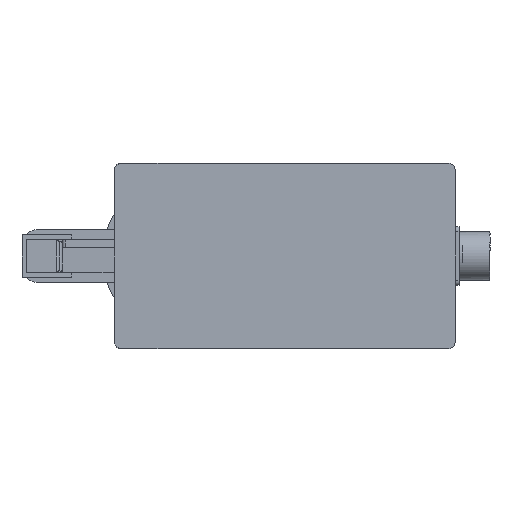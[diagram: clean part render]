
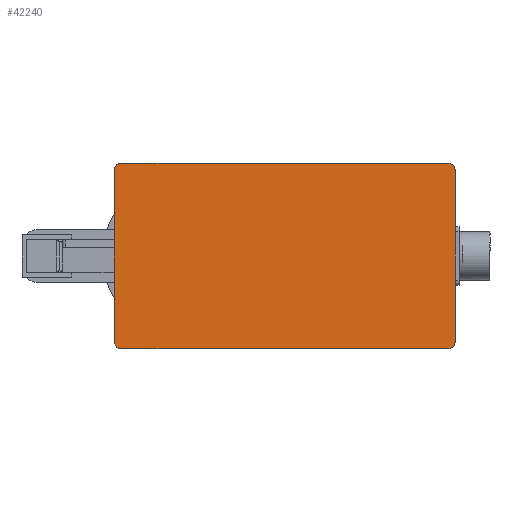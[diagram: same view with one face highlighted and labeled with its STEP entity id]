
A CAD part, front view. The second image highlights one B-rep face of the part: STEP entity #42240.
In plain terms, the highlighted face is planar.
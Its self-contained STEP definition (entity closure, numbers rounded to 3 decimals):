
#86 = VERTEX_POINT ( 'NONE', #42232 ) ;
#301 = VERTEX_POINT ( 'NONE', #56265 ) ;
#770 = CIRCLE ( 'NONE', #13984, 5. ) ;
#3753 = CARTESIAN_POINT ( 'NONE',  ( 55., -40., -119. ) ) ;
#4687 = ORIENTED_EDGE ( 'NONE', *, *, #33613, .T. ) ;
#6083 = DIRECTION ( 'NONE',  ( 0., 0., -1. ) ) ;
#6674 = EDGE_LOOP ( 'NONE', ( #4687, #63876, #77257, #48129, #80949, #32642, #31870, #16098 ) ) ;
#8051 = DIRECTION ( 'NONE',  ( 0., 0., -1. ) ) ;
#9655 = DIRECTION ( 'NONE',  ( -1., 0., 0. ) ) ;
#10354 = EDGE_CURVE ( 'NONE', #16164, #301, #54118, .T. ) ;
#11663 = VECTOR ( 'NONE', #76293, 1000. ) ;
#13984 = AXIS2_PLACEMENT_3D ( 'NONE', #3753, #27859, #41094 ) ;
#16098 = ORIENTED_EDGE ( 'NONE', *, *, #36612, .T. ) ;
#16164 = VERTEX_POINT ( 'NONE', #81770 ) ;
#16295 = CARTESIAN_POINT ( 'NONE',  ( 55., -45., -119. ) ) ;
#16639 = VECTOR ( 'NONE', #54934, 1000. ) ;
#17662 = CARTESIAN_POINT ( 'NONE',  ( -55., 175., -119. ) ) ;
#18217 = CIRCLE ( 'NONE', #40670, 5. ) ;
#21387 = EDGE_CURVE ( 'NONE', #55891, #16164, #18217, .T. ) ;
#22097 = VECTOR ( 'NONE', #9655, 1000. ) ;
#26772 = EDGE_CURVE ( 'NONE', #301, #86, #55695, .T. ) ;
#27664 = AXIS2_PLACEMENT_3D ( 'NONE', #33695, #52704, #70903 ) ;
#27859 = DIRECTION ( 'NONE',  ( 0., 0., -1. ) ) ;
#29218 = DIRECTION ( 'NONE',  ( 0., 0., -1. ) ) ;
#30603 = DIRECTION ( 'NONE',  ( -1., 0., 0. ) ) ;
#31373 = CARTESIAN_POINT ( 'NONE',  ( -60., -40., -119. ) ) ;
#31863 = CARTESIAN_POINT ( 'NONE',  ( -55., -45., -119. ) ) ;
#31870 = ORIENTED_EDGE ( 'NONE', *, *, #26772, .T. ) ;
#32642 = ORIENTED_EDGE ( 'NONE', *, *, #10354, .T. ) ;
#33613 = EDGE_CURVE ( 'NONE', #81081, #60598, #770, .T. ) ;
#33695 = CARTESIAN_POINT ( 'NONE',  ( -55., -40., -119. ) ) ;
#34841 = EDGE_CURVE ( 'NONE', #60598, #61012, #80450, .T. ) ;
#36612 = EDGE_CURVE ( 'NONE', #86, #81081, #50277, .T. ) ;
#36660 = CARTESIAN_POINT ( 'NONE',  ( 60., 170., -119. ) ) ;
#37906 = CARTESIAN_POINT ( 'NONE',  ( 60., -40., -119. ) ) ;
#40670 = AXIS2_PLACEMENT_3D ( 'NONE', #62853, #6083, #30603 ) ;
#41094 = DIRECTION ( 'NONE',  ( -1., 0., 0. ) ) ;
#42232 = CARTESIAN_POINT ( 'NONE',  ( 60., 170., -119. ) ) ;
#42240 = ADVANCED_FACE ( 'NONE', ( #48631 ), #53587, .T. ) ;
#43764 = LINE ( 'NONE', #31373, #49290 ) ;
#43780 = AXIS2_PLACEMENT_3D ( 'NONE', #45768, #8051, #69354 ) ;
#44442 = VERTEX_POINT ( 'NONE', #53613 ) ;
#45768 = CARTESIAN_POINT ( 'NONE',  ( 55., 170., -119. ) ) ;
#48129 = ORIENTED_EDGE ( 'NONE', *, *, #65327, .T. ) ;
#48631 = FACE_OUTER_BOUND ( 'NONE', #6674, .T. ) ;
#49118 = CARTESIAN_POINT ( 'NONE',  ( -60., 170., -119. ) ) ;
#49290 = VECTOR ( 'NONE', #70188, 1000. ) ;
#50277 = LINE ( 'NONE', #36660, #11663 ) ;
#52168 = EDGE_CURVE ( 'NONE', #61012, #44442, #80495, .T. ) ;
#52704 = DIRECTION ( 'NONE',  ( 0., 0., -1. ) ) ;
#53587 = PLANE ( 'NONE',  #64417 ) ;
#53613 = CARTESIAN_POINT ( 'NONE',  ( -60., -40., -119. ) ) ;
#54118 = LINE ( 'NONE', #17662, #16639 ) ;
#54934 = DIRECTION ( 'NONE',  ( 1., 0., 0. ) ) ;
#55241 = DIRECTION ( 'NONE',  ( -1., 0., 0. ) ) ;
#55695 = CIRCLE ( 'NONE', #43780, 5. ) ;
#55891 = VERTEX_POINT ( 'NONE', #49118 ) ;
#56265 = CARTESIAN_POINT ( 'NONE',  ( 55., 175., -119. ) ) ;
#60598 = VERTEX_POINT ( 'NONE', #77478 ) ;
#61012 = VERTEX_POINT ( 'NONE', #31863 ) ;
#62853 = CARTESIAN_POINT ( 'NONE',  ( -55., 170., -119. ) ) ;
#63876 = ORIENTED_EDGE ( 'NONE', *, *, #34841, .T. ) ;
#64417 = AXIS2_PLACEMENT_3D ( 'NONE', #73845, #29218, #55241 ) ;
#65327 = EDGE_CURVE ( 'NONE', #44442, #55891, #43764, .T. ) ;
#69354 = DIRECTION ( 'NONE',  ( -1., 0., 0. ) ) ;
#70188 = DIRECTION ( 'NONE',  ( 0., 1., 0. ) ) ;
#70903 = DIRECTION ( 'NONE',  ( -1., 0., 0. ) ) ;
#73845 = CARTESIAN_POINT ( 'NONE',  ( 55., -40., -119. ) ) ;
#76293 = DIRECTION ( 'NONE',  ( 0., -1., 0. ) ) ;
#77257 = ORIENTED_EDGE ( 'NONE', *, *, #52168, .T. ) ;
#77478 = CARTESIAN_POINT ( 'NONE',  ( 55., -45., -119. ) ) ;
#80450 = LINE ( 'NONE', #16295, #22097 ) ;
#80495 = CIRCLE ( 'NONE', #27664, 5. ) ;
#80949 = ORIENTED_EDGE ( 'NONE', *, *, #21387, .T. ) ;
#81081 = VERTEX_POINT ( 'NONE', #37906 ) ;
#81770 = CARTESIAN_POINT ( 'NONE',  ( -55., 175., -119. ) ) ;
